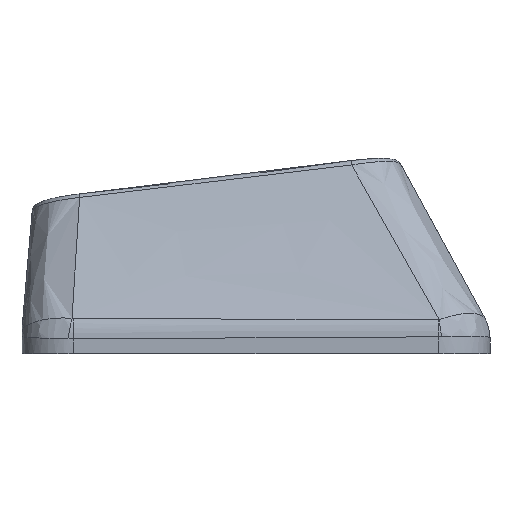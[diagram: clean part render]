
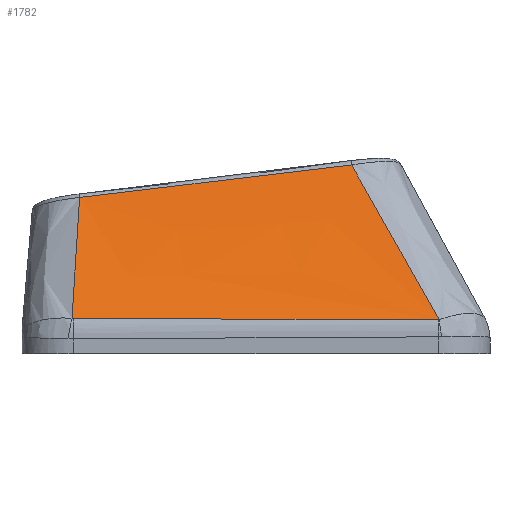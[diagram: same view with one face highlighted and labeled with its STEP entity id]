
A CAD part, left-side view. The second image highlights one B-rep face of the part: STEP entity #1782.
In plain terms, the highlighted free-form (B-spline) face has degree [3, 3] with [4, 4] control points.
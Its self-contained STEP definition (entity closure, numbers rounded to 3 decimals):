
#62=B_SPLINE_SURFACE_WITH_KNOTS('',3,3,((#4535,#4536,#4537,#4538),(#4539,
#4540,#4541,#4542),(#4543,#4544,#4545,#4546),(#4547,#4548,#4549,#4550)),
 .UNSPECIFIED.,.F.,.F.,.F.,(4,4),(4,4),(0.1,0.893),
(0.029,0.952),.UNSPECIFIED.);
#247=FACE_OUTER_BOUND('',#346,.T.);
#346=EDGE_LOOP('',(#1577,#1578,#1579,#1580,#1581,#1582));
#623=B_SPLINE_CURVE_WITH_KNOTS('',3,(#4074,#4075,#4076,#4077),
 .UNSPECIFIED.,.F.,.F.,(4,4),(0.,0.003),.UNSPECIFIED.);
#625=B_SPLINE_CURVE_WITH_KNOTS('',3,(#4101,#4102,#4103,#4104),
 .UNSPECIFIED.,.F.,.F.,(4,4),(0.,1.416),.UNSPECIFIED.);
#627=B_SPLINE_CURVE_WITH_KNOTS('',3,(#4125,#4126,#4127,#4128),
 .UNSPECIFIED.,.F.,.F.,(4,4),(0.,0.005),
 .UNSPECIFIED.);
#635=B_SPLINE_CURVE_WITH_KNOTS('',3,(#4220,#4221,#4222,#4223),
 .UNSPECIFIED.,.F.,.F.,(4,4),(-0.573,-0.02),
 .UNSPECIFIED.);
#646=B_SPLINE_CURVE_WITH_KNOTS('',3,(#4469,#4470,#4471,#4472),
 .UNSPECIFIED.,.F.,.F.,(4,4),(-1.063,0.),.UNSPECIFIED.);
#650=B_SPLINE_CURVE_WITH_KNOTS('',3,(#4531,#4532,#4533,#4534),
 .UNSPECIFIED.,.F.,.F.,(4,4),(0.023,0.774),
 .UNSPECIFIED.);
#793=VERTEX_POINT('',#3700);
#816=VERTEX_POINT('',#4036);
#818=VERTEX_POINT('',#4067);
#820=VERTEX_POINT('',#4094);
#826=VERTEX_POINT('',#4219);
#841=VERTEX_POINT('',#4435);
#1071=EDGE_CURVE('',#816,#818,#623,.T.);
#1074=EDGE_CURVE('',#818,#820,#625,.T.);
#1076=EDGE_CURVE('',#820,#793,#627,.T.);
#1084=EDGE_CURVE('',#793,#826,#635,.T.);
#1112=EDGE_CURVE('',#826,#841,#646,.T.);
#1116=EDGE_CURVE('',#841,#816,#650,.T.);
#1577=ORIENTED_EDGE('',*,*,#1071,.F.);
#1578=ORIENTED_EDGE('',*,*,#1116,.F.);
#1579=ORIENTED_EDGE('',*,*,#1112,.F.);
#1580=ORIENTED_EDGE('',*,*,#1084,.F.);
#1581=ORIENTED_EDGE('',*,*,#1076,.F.);
#1582=ORIENTED_EDGE('',*,*,#1074,.F.);
#1782=ADVANCED_FACE('',(#247),#62,.T.);
#3700=CARTESIAN_POINT('',(-11.233,7.14,0.368));
#4036=CARTESIAN_POINT('',(-11.308,-7.107,0.314));
#4067=CARTESIAN_POINT('',(-11.308,-7.077,0.312));
#4074=CARTESIAN_POINT('Ctrl Pts',(-11.308,-7.107,0.314));
#4075=CARTESIAN_POINT('Ctrl Pts',(-11.308,-7.097,0.312));
#4076=CARTESIAN_POINT('Ctrl Pts',(-11.308,-7.087,0.312));
#4077=CARTESIAN_POINT('Ctrl Pts',(-11.308,-7.077,0.312));
#4094=CARTESIAN_POINT('',(-11.236,7.086,0.363));
#4101=CARTESIAN_POINT('Ctrl Pts',(-11.308,-7.077,0.312));
#4102=CARTESIAN_POINT('Ctrl Pts',(-11.29,-2.357,0.327));
#4103=CARTESIAN_POINT('Ctrl Pts',(-11.268,2.364,0.344));
#4104=CARTESIAN_POINT('Ctrl Pts',(-11.236,7.086,0.363));
#4125=CARTESIAN_POINT('Ctrl Pts',(-11.236,7.086,0.363));
#4126=CARTESIAN_POINT('Ctrl Pts',(-11.236,7.104,0.363));
#4127=CARTESIAN_POINT('Ctrl Pts',(-11.235,7.122,0.365));
#4128=CARTESIAN_POINT('Ctrl Pts',(-11.233,7.14,0.368));
#4219=CARTESIAN_POINT('',(-8.341,6.845,5.059));
#4220=CARTESIAN_POINT('Ctrl Pts',(-11.233,7.14,0.368));
#4221=CARTESIAN_POINT('Ctrl Pts',(-10.264,7.035,1.929));
#4222=CARTESIAN_POINT('Ctrl Pts',(-9.299,6.935,3.493));
#4223=CARTESIAN_POINT('Ctrl Pts',(-8.341,6.845,5.059));
#4435=CARTESIAN_POINT('',(-8.332,-3.708,6.321));
#4469=CARTESIAN_POINT('Ctrl Pts',(-8.341,6.845,5.059));
#4470=CARTESIAN_POINT('Ctrl Pts',(-8.338,3.327,5.477));
#4471=CARTESIAN_POINT('Ctrl Pts',(-8.335,-0.19,
5.898));
#4472=CARTESIAN_POINT('Ctrl Pts',(-8.332,-3.708,6.321));
#4531=CARTESIAN_POINT('Ctrl Pts',(-8.332,-3.708,6.321));
#4532=CARTESIAN_POINT('Ctrl Pts',(-9.33,-4.847,4.323));
#4533=CARTESIAN_POINT('Ctrl Pts',(-10.321,-5.979,2.32));
#4534=CARTESIAN_POINT('Ctrl Pts',(-11.308,-7.107,0.314));
#4535=CARTESIAN_POINT('Ctrl Pts',(-8.332,-4.091,6.366));
#4536=CARTESIAN_POINT('Ctrl Pts',(-9.324,-5.096,4.348));
#4537=CARTESIAN_POINT('Ctrl Pts',(-10.316,-6.102,2.33));
#4538=CARTESIAN_POINT('Ctrl Pts',(-11.308,-7.108,0.312));
#4539=CARTESIAN_POINT('Ctrl Pts',(-8.332,-0.346,
5.923));
#4540=CARTESIAN_POINT('Ctrl Pts',(-9.324,-1.017,4.046));
#4541=CARTESIAN_POINT('Ctrl Pts',(-10.316,-1.688,2.168));
#4542=CARTESIAN_POINT('Ctrl Pts',(-11.308,-2.359,0.29));
#4543=CARTESIAN_POINT('Ctrl Pts',(-8.332,3.398,5.481));
#4544=CARTESIAN_POINT('Ctrl Pts',(-9.324,3.062,3.743));
#4545=CARTESIAN_POINT('Ctrl Pts',(-10.316,2.726,2.006));
#4546=CARTESIAN_POINT('Ctrl Pts',(-11.308,2.391,0.269));
#4547=CARTESIAN_POINT('Ctrl Pts',(-8.332,7.142,5.038));
#4548=CARTESIAN_POINT('Ctrl Pts',(-9.324,7.141,3.441));
#4549=CARTESIAN_POINT('Ctrl Pts',(-10.316,7.141,1.844));
#4550=CARTESIAN_POINT('Ctrl Pts',(-11.308,7.14,0.247));
